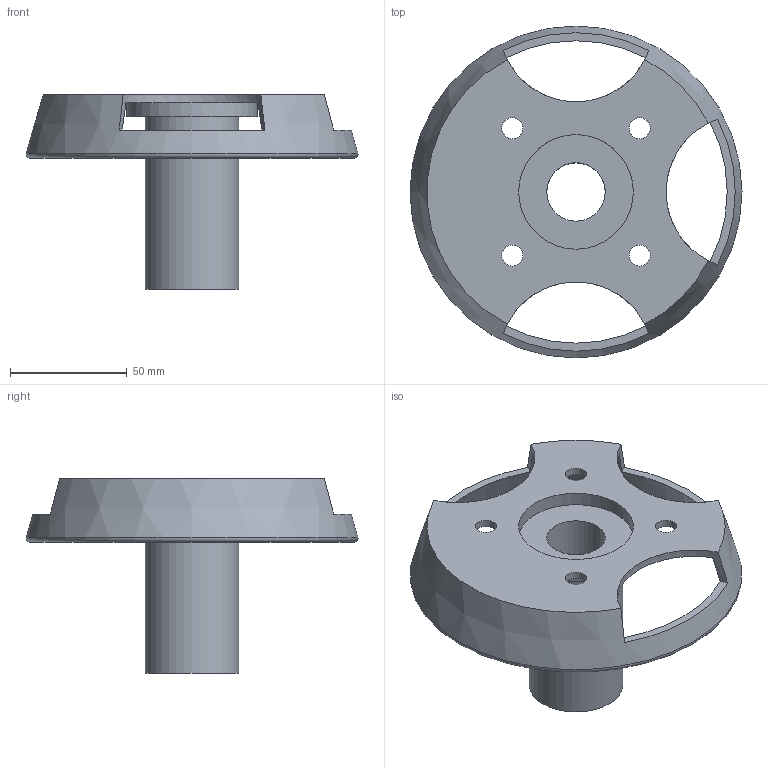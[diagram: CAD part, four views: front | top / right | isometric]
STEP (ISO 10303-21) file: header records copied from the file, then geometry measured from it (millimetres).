
FILE_DESCRIPTION(('FreeCAD Model'),'2;1');
FILE_NAME('Open CASCADE Shape Model','2025-05-09T16:32:26',(''),(''), 'Open CASCADE STEP processor 7.8','FreeCAD','Unknown');
FILE_SCHEMA(('AUTOMOTIVE_DESIGN { 1 0 10303 214 1 1 1 1 }'));
Length unit declared in the file: millimetre
Products named in the file (1): Body
Bounding box: 141.92 x 141.92 x 83 mm (x, y, z)
Volume: 110605.2 mm3; surface area: 54400.8 mm2
Topology: 1 solids, 1 shells, 26 faces, 73 edges, 48 vertices
Faces by surface type: cylinder 12, plane 10, cone 2, torus 2
Full cylindrical faces by diameter (mm): 9 x4, 25 x1, 33.4 x1, 40 x1, 49 x1, 55.6 x1
Entity records: 967 total; most frequent: CARTESIAN_POINT 214, DIRECTION 165, ORIENTED_EDGE 146, AXIS2_PLACEMENT_3D 77, EDGE_CURVE 73, CIRCLE 50, VERTEX_POINT 48, FACE_BOUND 41
